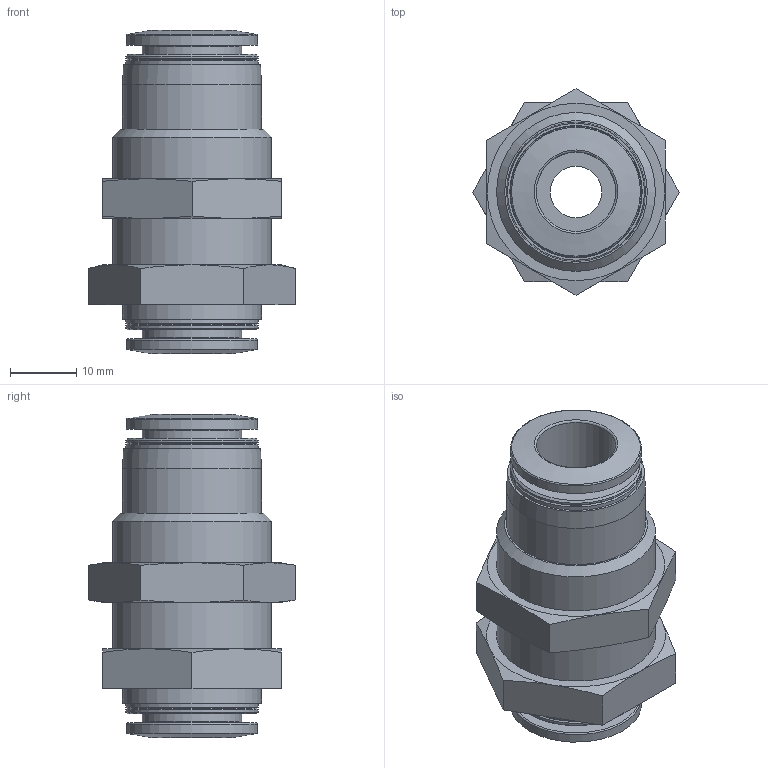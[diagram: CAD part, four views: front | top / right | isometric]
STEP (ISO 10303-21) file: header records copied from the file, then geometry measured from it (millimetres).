
FILE_DESCRIPTION(/* description */ ('STEP AP214'),/* implementation_level */ '2;1');
FILE_NAME(/* name */ '133104_NPQP-H-Q12-E-FD',/* time_stamp */ '2024-09-13T07:29:12+02:00',/* author */ ('License CC BY-ND 4.0'),/* organization */ ('CADENAS'),/* preprocessor_version */ 'ST-DEVELOPER v19.3',/* originating_system */ 'PARTsolutions',/* authorisation */ ' ');
FILE_SCHEMA (('AUTOMOTIVE_DESIGN {1 0 10303 214 3 1 1}'));
Length unit declared in the file: millimetre
Products named in the file (3): 133104 NPQP-H-Q12-E-FD; 132552 NPQP-H-Q12-E -1; Flachmutter M24X2-6-27
Assembly tree (2 placements, depth 2):
  133104 NPQP-H-Q12-E-FD
    132552 NPQP-H-Q12-E -1
    Flachmutter M24X2-6-27
Bounding box: 31.18 x 31.18 x 48.8 mm (x, y, z)
Volume: 15689.3 mm3; surface area: 8930 mm2
Topology: 2 solids, 3 shells, 70 faces, 142 edges, 85 vertices
Faces by surface type: plane 25, cone 22, cylinder 17, torus 6
Full cylindrical faces by diameter (mm): 7.8 x1, 12 x2, 15 x2, 16 x1, 17 x1, 19.8 x2, 20 x4, 21 x2, 21.835 x1, 24 x1
Entity records: 1692 total; most frequent: CARTESIAN_POINT 335, DIRECTION 276, ORIENTED_EDGE 196, AXIS2_PLACEMENT_3D 129, EDGE_LOOP 122, FACE_BOUND 122, EDGE_CURVE 98, VERTEX_POINT 80
